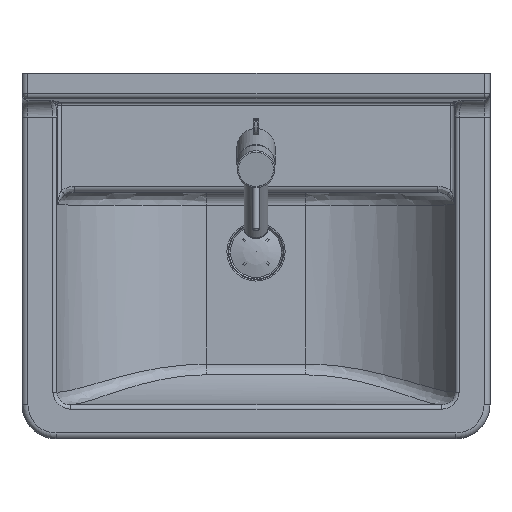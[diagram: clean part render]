
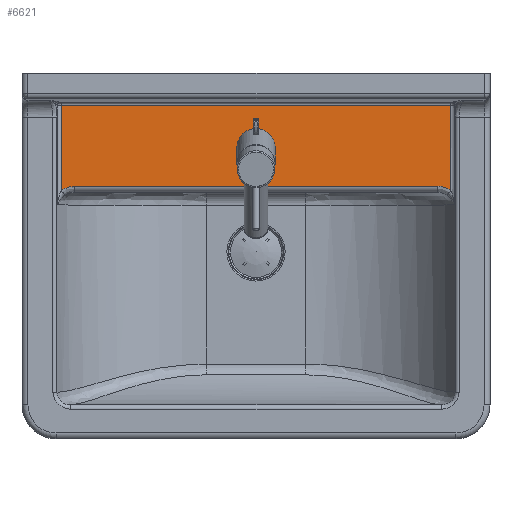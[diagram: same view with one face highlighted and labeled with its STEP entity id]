
A CAD part, top view. The second image highlights one B-rep face of the part: STEP entity #6621.
In plain terms, the highlighted planar face has unit normal (0, 0, 1).
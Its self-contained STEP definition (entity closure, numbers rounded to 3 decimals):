
#1917=CARTESIAN_POINT('',(3.483,-12.72,162.0));
#1918=VERTEX_POINT('',#1917);
#1932=CARTESIAN_POINT('',(3.483,-113.366,162.0));
#1933=VERTEX_POINT('',#1932);
#1995=CARTESIAN_POINT('',(3.483,-113.366,162.0));
#1996=DIRECTION('',(0.,1.0,0.0));
#1997=VECTOR('',#1996,100.647);
#1998=LINE('',#1995,#1997);
#1999=EDGE_CURVE('',#1933,#1918,#1998,.T.);
#2961=CARTESIAN_POINT('',(460.915,-113.366,162.0));
#2962=VERTEX_POINT('',#2961);
#3123=CARTESIAN_POINT('',(19.144,-108.065,162.0));
#3124=VERTEX_POINT('',#3123);
#3132=CARTESIAN_POINT('',(19.144,-108.065,162.0));
#3133=CARTESIAN_POINT('',(18.346,-108.065,162.0));
#3134=CARTESIAN_POINT('',(15.942,-108.172,162.));
#3135=CARTESIAN_POINT('',(12.758,-108.757,162.));
#3136=CARTESIAN_POINT('',(9.727,-109.769,162.0));
#3137=CARTESIAN_POINT('',(7.519,-110.748,162.0));
#3138=CARTESIAN_POINT('',(5.418,-111.942,162.));
#3139=CARTESIAN_POINT('',(4.109,-112.871,162.0));
#3140=CARTESIAN_POINT('',(3.483,-113.366,162.0));
#3141=B_SPLINE_CURVE_WITH_KNOTS('',3,(#3132,#3133,#3134,#3135,#3136,#3137,#3138,#3139,#3140),.UNSPECIFIED.,.F.,.U.,(4,1,1,1,1,1,4),(0.,0.24,0.719,0.958,1.198,1.437,1.677),.UNSPECIFIED.);
#3142=EDGE_CURVE('',#3124,#1933,#3141,.T.);
#3240=CARTESIAN_POINT('',(445.254,-108.065,162.0));
#3241=VERTEX_POINT('',#3240);
#3251=CARTESIAN_POINT('',(460.915,-113.366,162.0));
#3252=CARTESIAN_POINT('',(459.662,-112.376,162.0));
#3253=CARTESIAN_POINT('',(457.614,-111.075,162.0));
#3254=CARTESIAN_POINT('',(454.671,-109.769,162.0));
#3255=CARTESIAN_POINT('',(452.398,-109.01,162.));
#3256=CARTESIAN_POINT('',(450.048,-108.464,162.));
#3257=CARTESIAN_POINT('',(447.655,-108.137,162.));
#3258=CARTESIAN_POINT('',(446.052,-108.065,162.0));
#3259=CARTESIAN_POINT('',(445.254,-108.065,162.0));
#3260=B_SPLINE_CURVE_WITH_KNOTS('',3,(#3251,#3252,#3253,#3254,#3255,#3256,#3257,#3258,#3259),.UNSPECIFIED.,.F.,.U.,(4,1,1,1,1,1,4),(0.0,0.479,0.719,0.958,1.198,1.437,1.677),.UNSPECIFIED.);
#3261=EDGE_CURVE('',#2962,#3241,#3260,.T.);
#3272=CARTESIAN_POINT('',(445.254,-108.065,162.0));
#3273=DIRECTION('',(-1.0,0.0,0.0));
#3274=VECTOR('',#3273,426.11);
#3275=LINE('',#3272,#3274);
#3276=EDGE_CURVE('',#3241,#3124,#3275,.T.);
#4841=CARTESIAN_POINT('',(460.915,-12.72,162.0));
#4842=VERTEX_POINT('',#4841);
#4852=CARTESIAN_POINT('',(460.915,-12.72,162.0));
#4853=DIRECTION('',(0.,-1.0,0.0));
#4854=VECTOR('',#4853,100.647);
#4855=LINE('',#4852,#4854);
#4856=EDGE_CURVE('',#4842,#2962,#4855,.T.);
#6047=CARTESIAN_POINT('',(3.483,-12.72,162.0));
#6048=DIRECTION('',(1.0,0.0,0.0));
#6049=VECTOR('',#6048,457.433);
#6050=LINE('',#6047,#6049);
#6051=EDGE_CURVE('',#1918,#4842,#6050,.T.);
#6597=CARTESIAN_POINT('',(232.199,-62.565,162.0));
#6598=DIRECTION('',(0.0,0.0,1.0));
#6599=DIRECTION('',(1.0,0.0,0.0));
#6600=AXIS2_PLACEMENT_3D('',#6597,#6598,#6599);
#6601=PLANE('',#6600);
#6602=ORIENTED_EDGE('',*,*,#6051,.F.);
#6603=ORIENTED_EDGE('',*,*,#1999,.F.);
#6604=ORIENTED_EDGE('',*,*,#3142,.F.);
#6605=ORIENTED_EDGE('',*,*,#3276,.F.);
#6606=ORIENTED_EDGE('',*,*,#3261,.F.);
#6607=ORIENTED_EDGE('',*,*,#4856,.F.);
#6608=EDGE_LOOP('',(#6602,#6603,#6604,#6605,#6606,#6607));
#6609=FACE_OUTER_BOUND('',#6608,.T.);
#6610=CARTESIAN_POINT('',(252.699,-63.043,162.0));
#6611=VERTEX_POINT('',#6610);
#6612=CARTESIAN_POINT('',(232.199,-63.043,162.0));
#6613=DIRECTION('',(0.0,0.0,1.0));
#6614=DIRECTION('',(-1.0,0.0,0.0));
#6615=AXIS2_PLACEMENT_3D('',#6612,#6613,#6614);
#6616=CIRCLE('',#6615,20.5);
#6617=EDGE_CURVE('',#6611,#6611,#6616,.T.);
#6618=ORIENTED_EDGE('',*,*,#6617,.F.);
#6619=EDGE_LOOP('',(#6618));
#6620=FACE_BOUND('',#6619,.T.);
#6621=ADVANCED_FACE('',(#6609,#6620),#6601,.T.);
